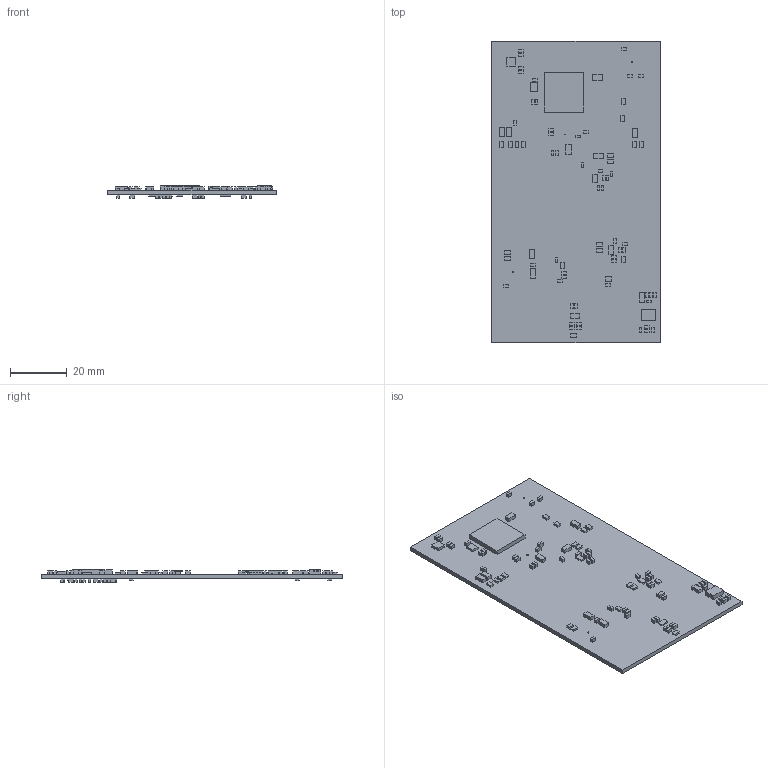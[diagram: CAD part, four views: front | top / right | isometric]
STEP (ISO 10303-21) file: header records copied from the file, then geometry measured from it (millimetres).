
FILE_DESCRIPTION(('Open CASCADE Model'),'2;1');
FILE_NAME('Open CASCADE Shape Model','2019-02-25T18:44:29',('Author'),( 'Open CASCADE'),'Open CASCADE STEP processor 6.8','Open CASCADE 6.8' ,'Unknown');
FILE_SCHEMA(('AUTOMOTIVE_DESIGN { 1 0 10303 214 1 1 1 1 }'));
Length unit declared in the file: millimetre
Products named in the file (145): PCB; Board; C56; 586796800; Extruded; C55; C54; 586796672; C11; U12; 586795904; U11; 586797440; U10; 586796544; U9; U8; 586796928; U7; 587441504; U6; U1; 586794240; R47; R46; 586796288; R45; R44; 586796160; R43; R41; R40; R39; R36; R35; R33; R32; R31; R30; R29 ...
Assembly tree (245 placements, depth 4):
  PCB
    Board
    C56
      586796800
        Extruded
    C55
      586796800
        Extruded
    C54
      586796672
        Extruded
    C11
      586796672
        Extruded
    U12
      586795904
        Extruded
    U11
      586797440
        Extruded
    U10
      586796544
        Extruded
    U9
      586797440
        Extruded
    U8
      586796928
        Extruded
    U7
      587441504
        Extruded
    U6
      586795904
        Extruded
    U1
      586794240
        Extruded
    R47
      586796672
        Extruded
    R46
      586796288
        Extruded
    R45
      586796288
        Extruded
    R44
      586796160
        Extruded
    R43
      586796288
        Extruded
    R41
      586796800
        Extruded
    R40
      586796672
        Extruded
    R39
Bounding box: 59.5 x 106.5 x 4.59 mm (x, y, z)
Volume: 10421.4 mm3; surface area: 15103.8 mm2
Topology: 116 solids, 116 shells, 696 faces, 1392 edges, 928 vertices
Faces by surface type: plane 696
Entity records: 5818 total; most frequent: DIRECTION 852, CARTESIAN_POINT 636, PRODUCT_DEFINITION_SHAPE 390, ORIENTED_EDGE 360, AXIS2_PLACEMENT_3D 336, CONTEXT_DEPENDENT_SHAPE_REPRESENTATION 245, ITEM_DEFINED_TRANSFORMATION 245, NEXT_ASSEMBLY_USAGE_OCCURRENCE 245
